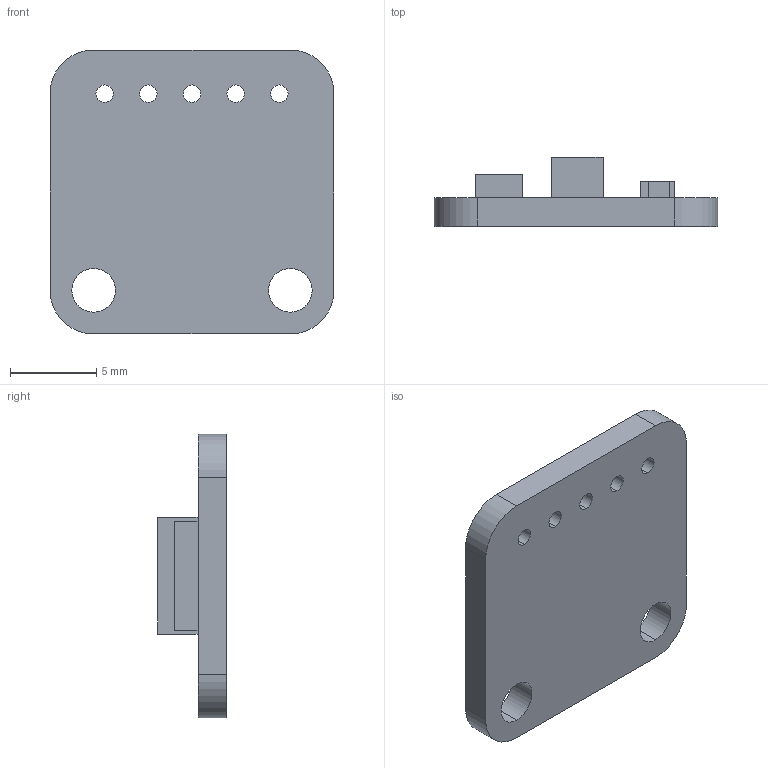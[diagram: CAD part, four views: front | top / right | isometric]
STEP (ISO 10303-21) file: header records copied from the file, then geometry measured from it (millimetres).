
FILE_DESCRIPTION (( 'STEP AP214' ), '1' );
FILE_NAME ('Adafruit VEML 7700 Light Sensor Breakout Board.STEP', '2021-10-19T01:13:33', ( '' ), ( '' ), 'SwSTEP 2.0', 'SolidWorks 2021', '' );
FILE_SCHEMA (( 'AUTOMOTIVE_DESIGN' ));
Length unit declared in the file: inch
Products named in the file (1): Adafruit VEML 7700 Light Sensor Breakout Board
Bounding box: 16.51 x 4 x 16.51 mm (x, y, z)
Volume: 504 mm3; surface area: 889.3 mm2
Topology: 7 solids, 7 shells, 138 faces, 342 edges, 228 vertices
Faces by surface type: plane 102, cylinder 18, bspline 18
Entity records: 7076 total; most frequent: CARTESIAN_POINT 2279, ORIENTED_EDGE 684, DIRECTION 584, EDGE_CURVE 342, LINE 270, VECTOR 270, VERTEX_POINT 228, EDGE_LOOP 162
